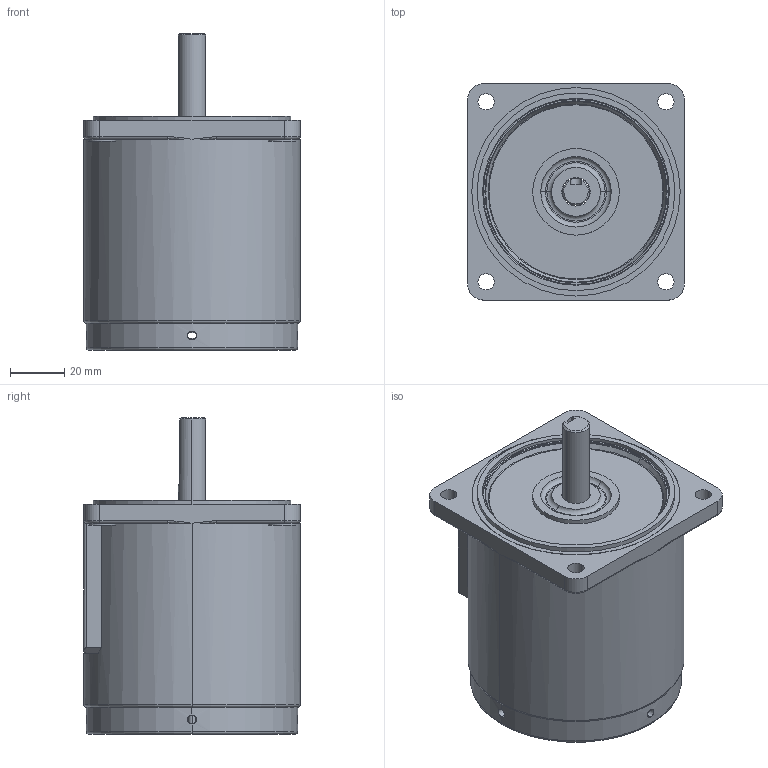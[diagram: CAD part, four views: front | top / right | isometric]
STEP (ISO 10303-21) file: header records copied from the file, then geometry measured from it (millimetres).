
FILE_DESCRIPTION (( 'STEP AP203' ), '1' );
FILE_NAME ('4IK25A-C.STEP', '2022-08-25T03:01:43', ( '' ), ( 'Microsoft' ), 'SwSTEP 2.0', 'SolidWorks 2020', '' );
FILE_SCHEMA (( 'CONFIG_CONTROL_DESIGN' ));
Length unit declared in the file: millimetre
Products named in the file (1): 4IK25A-C
Bounding box: 80 x 80 x 117 mm (x, y, z)
Surface area: 46762.9 mm2 (no closed solid volume)
Topology: 0 solids, 8 shells, 196 faces, 501 edges, 314 vertices
Faces by surface type: cylinder 100, plane 37, cone 29, torus 22, bspline 8
Entity records: 6803 total; most frequent: CARTESIAN_POINT 1929, DIRECTION 1099, ORIENTED_EDGE 900, EDGE_CURVE 493, AXIS2_PLACEMENT_3D 466, VERTEX_POINT 314, CIRCLE 277, EDGE_LOOP 239
